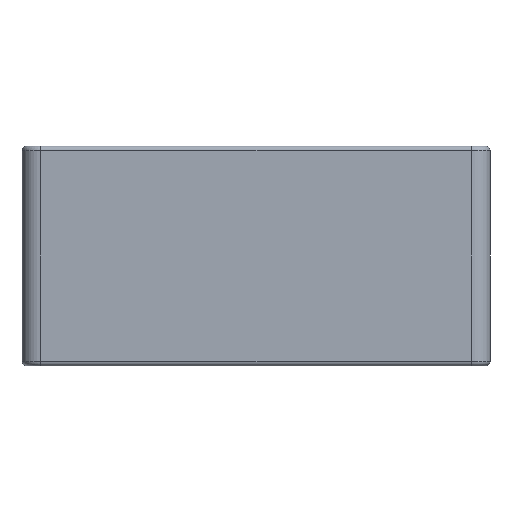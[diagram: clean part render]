
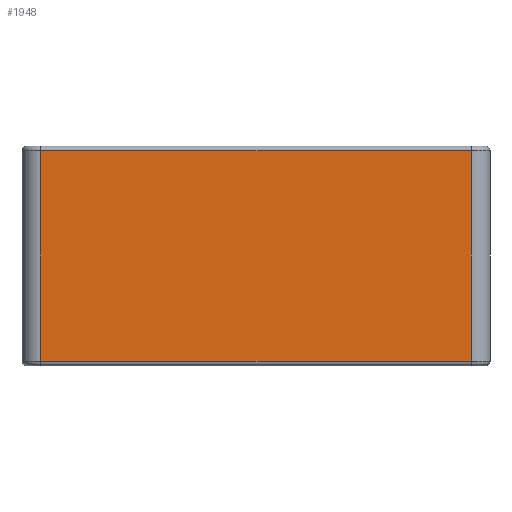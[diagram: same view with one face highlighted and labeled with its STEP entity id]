
A CAD part, left-side view. The second image highlights one B-rep face of the part: STEP entity #1948.
In plain terms, the highlighted planar face has unit normal (-1, 0, 0).
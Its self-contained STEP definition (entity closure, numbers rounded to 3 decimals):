
#477=ORIENTED_EDGE('',*,*,#924,.T.);
#478=ORIENTED_EDGE('',*,*,#925,.T.);
#479=ORIENTED_EDGE('',*,*,#926,.T.);
#480=ORIENTED_EDGE('',*,*,#927,.T.);
#924=EDGE_CURVE('',#1160,#1161,#1369,.F.);
#925=EDGE_CURVE('',#1161,#1162,#1370,.T.);
#926=EDGE_CURVE('',#1162,#1163,#1371,.T.);
#927=EDGE_CURVE('',#1163,#1160,#1372,.F.);
#1160=VERTEX_POINT('',#3212);
#1161=VERTEX_POINT('',#3213);
#1162=VERTEX_POINT('',#3215);
#1163=VERTEX_POINT('',#3217);
#1369=LINE('',#3211,#1590);
#1370=LINE('',#3214,#1591);
#1371=LINE('',#3216,#1592);
#1372=LINE('',#3218,#1593);
#1590=VECTOR('',#2553,1000.);
#1591=VECTOR('',#2554,1000.);
#1592=VECTOR('',#2555,1000.);
#1593=VECTOR('',#2556,1000.);
#1664=EDGE_LOOP('',(#477,#478,#479,#480));
#1775=FACE_BOUND('',#1664,.T.);
#1881=PLANE('',#2095);
#1948=ADVANCED_FACE('',(#1775),#1881,.T.);
#2095=AXIS2_PLACEMENT_3D('',#3210,#2551,#2552);
#2551=DIRECTION('',(-1.,0.,0.));
#2552=DIRECTION('',(0.,-1.,0.));
#2553=DIRECTION('',(0.,0.,1.));
#2554=DIRECTION('',(0.,-1.,0.));
#2555=DIRECTION('',(0.,0.,1.));
#2556=DIRECTION('',(0.,-1.,0.));
#3210=CARTESIAN_POINT('',(-50.,0.,-2.));
#3211=CARTESIAN_POINT('',(-50.,46.,-2.));
#3212=CARTESIAN_POINT('',(-50.,46.,44.));
#3213=CARTESIAN_POINT('',(-50.,46.,-1.));
#3214=CARTESIAN_POINT('',(-50.,-46.,-1.));
#3215=CARTESIAN_POINT('',(-50.,-46.,-1.));
#3216=CARTESIAN_POINT('',(-50.,-46.,-2.));
#3217=CARTESIAN_POINT('',(-50.,-46.,44.));
#3218=CARTESIAN_POINT('',(-50.,0.,44.));
